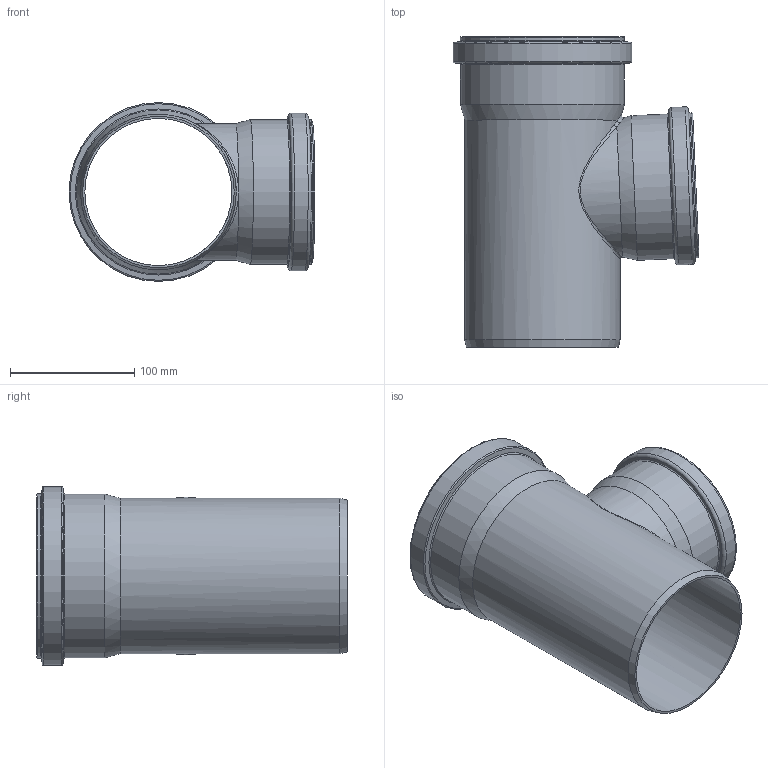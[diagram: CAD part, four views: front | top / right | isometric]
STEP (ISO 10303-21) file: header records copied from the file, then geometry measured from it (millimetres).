
FILE_DESCRIPTION(/* description */ (''),/* implementation_level */ '2;1');
FILE_NAME(/* name */ '221410 KGEA Abzweig DN_OD 125_110_87°.stp',/* time_stamp */ '2017-04-18T10:59:52+02:00',/* author */ ('user1'),/* organization */ (''),/* preprocessor_version */ 'ST-DEVELOPER v16.1',/* originating_system */ 'Autodesk Inventor 2016',/* authorisation */ '');
FILE_SCHEMA (('AUTOMOTIVE_DESIGN { 1 0 10303 214 3 1 1 }'));
Length unit declared in the file: millimetre
Products named in the file (1): 221410 KGEA Abzweig DN_OD 125_110_87°
Bounding box: 197.94 x 250 x 143.9 mm (x, y, z)
Volume: 394063.2 mm3; surface area: 245957.1 mm2
Topology: 1 solids, 1 shells, 61 faces, 131 edges, 73 vertices
Faces by surface type: torus 20, cylinder 19, cone 13, plane 5, bspline 4
Full cylindrical faces by diameter (mm): 103.8 x1, 110.7 x1, 111 x2, 116.5 x1, 116.8 x1, 118.4 x1, 121.1 x1, 125.2 x1, 125.7 x1, 125.9 x2, 126.9 x1, 131.9 x1, 132.1 x1, 137.7 x1, 143.9 x1
Entity records: 1976 total; most frequent: CARTESIAN_POINT 882, DIRECTION 228, ORIENTED_EDGE 150, EDGE_LOOP 117, AXIS2_PLACEMENT_3D 114, EDGE_CURVE 75, VERTEX_POINT 68, FACE_OUTER_BOUND 61
